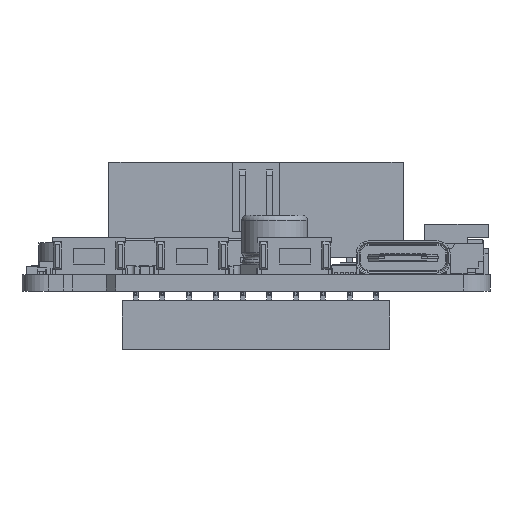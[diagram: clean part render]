
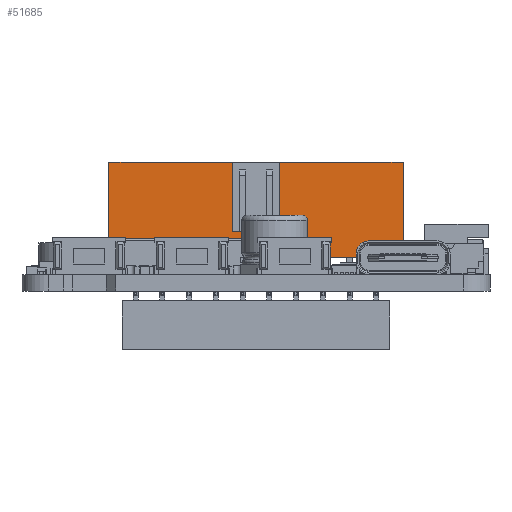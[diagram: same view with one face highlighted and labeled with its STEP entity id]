
A CAD part, left-side view. The second image highlights one B-rep face of the part: STEP entity #51685.
In plain terms, the highlighted face is planar.
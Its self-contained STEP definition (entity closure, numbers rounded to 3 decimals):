
#2582=PLANE('',#55776);
#5269=FACE_OUTER_BOUND('',#8383,.T.);
#8383=EDGE_LOOP('',(#46005,#46006,#46007,#46008,#46009,#46010,#46011,#46012));
#13199=LINE('',#81096,#19225);
#13281=LINE('',#81261,#19307);
#13904=LINE('',#82647,#19930);
#13908=LINE('',#82654,#19934);
#13918=LINE('',#82675,#19944);
#13922=LINE('',#82682,#19948);
#13923=LINE('',#82684,#19949);
#13924=LINE('',#82685,#19950);
#19225=VECTOR('',#66641,1.);
#19307=VECTOR('',#66725,1.);
#19930=VECTOR('',#68022,1.);
#19934=VECTOR('',#68028,1.);
#19944=VECTOR('',#68050,1.);
#19948=VECTOR('',#68054,1.);
#19949=VECTOR('',#68057,1.);
#19950=VECTOR('',#68058,1.);
#25499=VERTEX_POINT('',#81093);
#25500=VERTEX_POINT('',#81095);
#25581=VERTEX_POINT('',#81258);
#25582=VERTEX_POINT('',#81260);
#26008=VERTEX_POINT('',#82646);
#26010=VERTEX_POINT('',#82652);
#26015=VERTEX_POINT('',#82674);
#26018=VERTEX_POINT('',#82680);
#31981=EDGE_CURVE('',#25499,#25500,#13199,.T.);
#32063=EDGE_CURVE('',#25582,#25581,#13281,.T.);
#32742=EDGE_CURVE('',#26008,#25582,#13904,.T.);
#32746=EDGE_CURVE('',#25581,#26010,#13908,.T.);
#32756=EDGE_CURVE('',#26008,#26015,#13918,.T.);
#32760=EDGE_CURVE('',#26018,#26010,#13922,.T.);
#32761=EDGE_CURVE('',#26018,#25500,#13923,.T.);
#32762=EDGE_CURVE('',#26015,#25499,#13924,.T.);
#46005=ORIENTED_EDGE('',*,*,#32746,.T.);
#46006=ORIENTED_EDGE('',*,*,#32760,.F.);
#46007=ORIENTED_EDGE('',*,*,#32761,.T.);
#46008=ORIENTED_EDGE('',*,*,#31981,.F.);
#46009=ORIENTED_EDGE('',*,*,#32762,.F.);
#46010=ORIENTED_EDGE('',*,*,#32756,.F.);
#46011=ORIENTED_EDGE('',*,*,#32742,.T.);
#46012=ORIENTED_EDGE('',*,*,#32063,.T.);
#51685=ADVANCED_FACE('',(#5269),#2582,.F.);
#55776=AXIS2_PLACEMENT_3D('',#82683,#68055,#68056);
#66641=DIRECTION('',(-1.,0.,0.));
#66725=DIRECTION('',(-1.,0.,0.));
#68022=DIRECTION('',(0.,0.,-1.));
#68028=DIRECTION('',(0.,0.,1.));
#68050=DIRECTION('',(1.,0.,0.));
#68054=DIRECTION('',(1.,0.,0.));
#68055=DIRECTION('center_axis',(0.,1.,0.));
#68056=DIRECTION('ref_axis',(0.,0.,1.));
#68057=DIRECTION('',(0.,0.,-1.));
#68058=DIRECTION('',(0.,0.,-1.));
#81093=CARTESIAN_POINT('',(13.97,-4.325,1.643));
#81095=CARTESIAN_POINT('',(-13.97,-4.325,1.643));
#81096=CARTESIAN_POINT('',(0.,-4.325,1.643));
#81258=CARTESIAN_POINT('',(-2.2,-4.325,4.043));
#81260=CARTESIAN_POINT('',(2.2,-4.325,4.043));
#81261=CARTESIAN_POINT('',(0.,-4.325,4.043));
#82646=CARTESIAN_POINT('',(2.2,-4.325,10.643));
#82647=CARTESIAN_POINT('',(2.2,-4.325,6.843));
#82652=CARTESIAN_POINT('',(-2.2,-4.325,10.643));
#82654=CARTESIAN_POINT('',(-2.2,-4.325,6.843));
#82674=CARTESIAN_POINT('',(13.97,-4.325,10.643));
#82675=CARTESIAN_POINT('',(0.,-4.325,10.643));
#82680=CARTESIAN_POINT('',(-13.97,-4.325,10.643));
#82682=CARTESIAN_POINT('',(0.,-4.325,10.643));
#82683=CARTESIAN_POINT('Origin',(0.,-4.325,6.143));
#82684=CARTESIAN_POINT('',(-13.97,-4.325,6.143));
#82685=CARTESIAN_POINT('',(13.97,-4.325,6.143));
